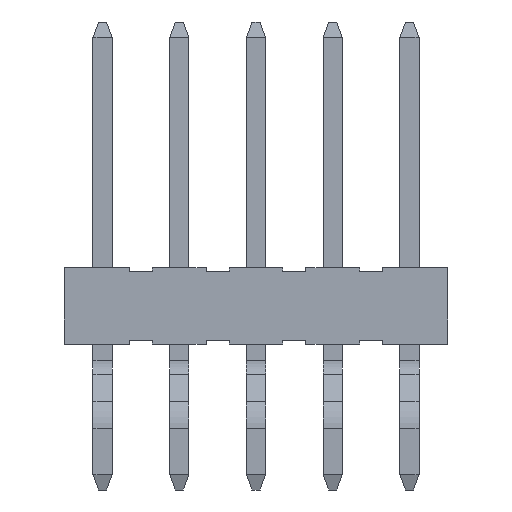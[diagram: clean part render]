
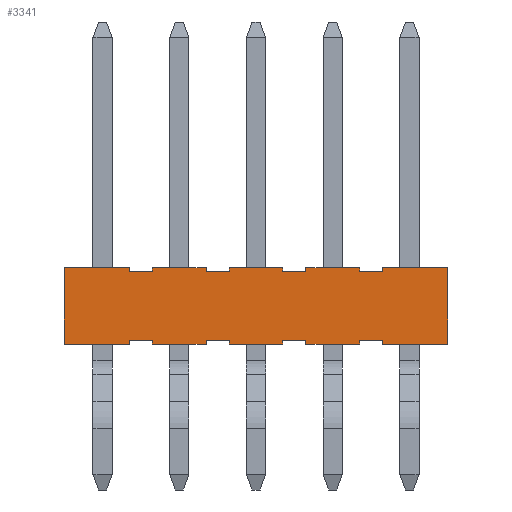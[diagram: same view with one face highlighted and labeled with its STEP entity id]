
A CAD part, front view. The second image highlights one B-rep face of the part: STEP entity #3341.
In plain terms, the highlighted planar face has unit normal (0, -1, 0).
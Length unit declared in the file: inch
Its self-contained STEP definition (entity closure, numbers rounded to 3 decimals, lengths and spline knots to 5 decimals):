
#707=ORIENTED_EDGE('',*,*,#1351,.F.);
#708=ORIENTED_EDGE('',*,*,#1352,.F.);
#709=ORIENTED_EDGE('',*,*,#1353,.F.);
#710=ORIENTED_EDGE('',*,*,#1354,.F.);
#711=ORIENTED_EDGE('',*,*,#1355,.F.);
#712=ORIENTED_EDGE('',*,*,#1356,.F.);
#713=ORIENTED_EDGE('',*,*,#1357,.F.);
#714=ORIENTED_EDGE('',*,*,#1358,.F.);
#715=ORIENTED_EDGE('',*,*,#1359,.F.);
#716=ORIENTED_EDGE('',*,*,#1360,.F.);
#717=ORIENTED_EDGE('',*,*,#1361,.F.);
#718=ORIENTED_EDGE('',*,*,#1362,.F.);
#719=ORIENTED_EDGE('',*,*,#1363,.F.);
#720=ORIENTED_EDGE('',*,*,#1364,.F.);
#721=ORIENTED_EDGE('',*,*,#1365,.F.);
#722=ORIENTED_EDGE('',*,*,#1366,.F.);
#723=ORIENTED_EDGE('',*,*,#1367,.T.);
#724=ORIENTED_EDGE('',*,*,#1368,.T.);
#725=ORIENTED_EDGE('',*,*,#1369,.F.);
#726=ORIENTED_EDGE('',*,*,#1370,.F.);
#727=ORIENTED_EDGE('',*,*,#1371,.F.);
#728=ORIENTED_EDGE('',*,*,#1372,.T.);
#729=ORIENTED_EDGE('',*,*,#1373,.F.);
#730=ORIENTED_EDGE('',*,*,#1374,.F.);
#731=ORIENTED_EDGE('',*,*,#1375,.F.);
#732=ORIENTED_EDGE('',*,*,#1376,.T.);
#733=ORIENTED_EDGE('',*,*,#1377,.F.);
#734=ORIENTED_EDGE('',*,*,#1378,.F.);
#735=ORIENTED_EDGE('',*,*,#1379,.F.);
#736=ORIENTED_EDGE('',*,*,#1380,.T.);
#737=ORIENTED_EDGE('',*,*,#1381,.F.);
#738=ORIENTED_EDGE('',*,*,#1382,.F.);
#739=ORIENTED_EDGE('',*,*,#1383,.F.);
#740=ORIENTED_EDGE('',*,*,#1384,.T.);
#741=ORIENTED_EDGE('',*,*,#1385,.F.);
#742=ORIENTED_EDGE('',*,*,#1386,.F.);
#1351=EDGE_CURVE('',#1711,#1712,#2091,.T.);
#1352=EDGE_CURVE('',#1713,#1711,#2092,.T.);
#1353=EDGE_CURVE('',#1714,#1713,#2093,.T.);
#1354=EDGE_CURVE('',#1715,#1714,#2094,.T.);
#1355=EDGE_CURVE('',#1716,#1715,#2095,.T.);
#1356=EDGE_CURVE('',#1717,#1716,#2096,.T.);
#1357=EDGE_CURVE('',#1718,#1717,#2097,.T.);
#1358=EDGE_CURVE('',#1719,#1718,#2098,.T.);
#1359=EDGE_CURVE('',#1720,#1719,#2099,.T.);
#1360=EDGE_CURVE('',#1721,#1720,#2100,.T.);
#1361=EDGE_CURVE('',#1722,#1721,#2101,.T.);
#1362=EDGE_CURVE('',#1723,#1722,#2102,.T.);
#1363=EDGE_CURVE('',#1724,#1723,#2103,.T.);
#1364=EDGE_CURVE('',#1725,#1724,#2104,.T.);
#1365=EDGE_CURVE('',#1726,#1725,#2105,.T.);
#1366=EDGE_CURVE('',#1727,#1726,#2106,.T.);
#1367=EDGE_CURVE('',#1727,#1728,#2107,.T.);
#1368=EDGE_CURVE('',#1728,#1729,#2108,.T.);
#1369=EDGE_CURVE('',#1730,#1729,#2109,.T.);
#1370=EDGE_CURVE('',#1731,#1730,#2110,.T.);
#1371=EDGE_CURVE('',#1732,#1731,#2111,.T.);
#1372=EDGE_CURVE('',#1732,#1733,#2112,.T.);
#1373=EDGE_CURVE('',#1734,#1733,#2113,.T.);
#1374=EDGE_CURVE('',#1735,#1734,#2114,.T.);
#1375=EDGE_CURVE('',#1736,#1735,#2115,.T.);
#1376=EDGE_CURVE('',#1736,#1737,#2116,.T.);
#1377=EDGE_CURVE('',#1738,#1737,#2117,.T.);
#1378=EDGE_CURVE('',#1739,#1738,#2118,.T.);
#1379=EDGE_CURVE('',#1740,#1739,#2119,.T.);
#1380=EDGE_CURVE('',#1740,#1741,#2120,.T.);
#1381=EDGE_CURVE('',#1742,#1741,#2121,.T.);
#1382=EDGE_CURVE('',#1743,#1742,#2122,.T.);
#1383=EDGE_CURVE('',#1744,#1743,#2123,.T.);
#1384=EDGE_CURVE('',#1744,#1745,#2124,.T.);
#1385=EDGE_CURVE('',#1746,#1745,#2125,.T.);
#1386=EDGE_CURVE('',#1712,#1746,#2126,.T.);
#1711=VERTEX_POINT('',#5139);
#1712=VERTEX_POINT('',#5140);
#1713=VERTEX_POINT('',#5142);
#1714=VERTEX_POINT('',#5144);
#1715=VERTEX_POINT('',#5146);
#1716=VERTEX_POINT('',#5148);
#1717=VERTEX_POINT('',#5150);
#1718=VERTEX_POINT('',#5152);
#1719=VERTEX_POINT('',#5154);
#1720=VERTEX_POINT('',#5156);
#1721=VERTEX_POINT('',#5158);
#1722=VERTEX_POINT('',#5160);
#1723=VERTEX_POINT('',#5162);
#1724=VERTEX_POINT('',#5164);
#1725=VERTEX_POINT('',#5166);
#1726=VERTEX_POINT('',#5168);
#1727=VERTEX_POINT('',#5170);
#1728=VERTEX_POINT('',#5172);
#1729=VERTEX_POINT('',#5174);
#1730=VERTEX_POINT('',#5176);
#1731=VERTEX_POINT('',#5178);
#1732=VERTEX_POINT('',#5180);
#1733=VERTEX_POINT('',#5182);
#1734=VERTEX_POINT('',#5184);
#1735=VERTEX_POINT('',#5186);
#1736=VERTEX_POINT('',#5188);
#1737=VERTEX_POINT('',#5190);
#1738=VERTEX_POINT('',#5192);
#1739=VERTEX_POINT('',#5194);
#1740=VERTEX_POINT('',#5196);
#1741=VERTEX_POINT('',#5198);
#1742=VERTEX_POINT('',#5200);
#1743=VERTEX_POINT('',#5202);
#1744=VERTEX_POINT('',#5204);
#1745=VERTEX_POINT('',#5206);
#1746=VERTEX_POINT('',#5208);
#2091=LINE('',#5138,#2527);
#2092=LINE('',#5141,#2528);
#2093=LINE('',#5143,#2529);
#2094=LINE('',#5145,#2530);
#2095=LINE('',#5147,#2531);
#2096=LINE('',#5149,#2532);
#2097=LINE('',#5151,#2533);
#2098=LINE('',#5153,#2534);
#2099=LINE('',#5155,#2535);
#2100=LINE('',#5157,#2536);
#2101=LINE('',#5159,#2537);
#2102=LINE('',#5161,#2538);
#2103=LINE('',#5163,#2539);
#2104=LINE('',#5165,#2540);
#2105=LINE('',#5167,#2541);
#2106=LINE('',#5169,#2542);
#2107=LINE('',#5171,#2543);
#2108=LINE('',#5173,#2544);
#2109=LINE('',#5175,#2545);
#2110=LINE('',#5177,#2546);
#2111=LINE('',#5179,#2547);
#2112=LINE('',#5181,#2548);
#2113=LINE('',#5183,#2549);
#2114=LINE('',#5185,#2550);
#2115=LINE('',#5187,#2551);
#2116=LINE('',#5189,#2552);
#2117=LINE('',#5191,#2553);
#2118=LINE('',#5193,#2554);
#2119=LINE('',#5195,#2555);
#2120=LINE('',#5197,#2556);
#2121=LINE('',#5199,#2557);
#2122=LINE('',#5201,#2558);
#2123=LINE('',#5203,#2559);
#2124=LINE('',#5205,#2560);
#2125=LINE('',#5207,#2561);
#2126=LINE('',#5209,#2562);
#2527=VECTOR('',#4233,39.37008);
#2528=VECTOR('',#4234,39.37008);
#2529=VECTOR('',#4235,39.37008);
#2530=VECTOR('',#4236,39.37008);
#2531=VECTOR('',#4237,39.37008);
#2532=VECTOR('',#4238,39.37008);
#2533=VECTOR('',#4239,39.37008);
#2534=VECTOR('',#4240,39.37008);
#2535=VECTOR('',#4241,39.37008);
#2536=VECTOR('',#4242,39.37008);
#2537=VECTOR('',#4243,39.37008);
#2538=VECTOR('',#4244,39.37008);
#2539=VECTOR('',#4245,39.37008);
#2540=VECTOR('',#4246,39.37008);
#2541=VECTOR('',#4247,39.37008);
#2542=VECTOR('',#4248,39.37008);
#2543=VECTOR('',#4249,39.37008);
#2544=VECTOR('',#4250,39.37008);
#2545=VECTOR('',#4251,39.37008);
#2546=VECTOR('',#4252,39.37008);
#2547=VECTOR('',#4253,39.37008);
#2548=VECTOR('',#4254,39.37008);
#2549=VECTOR('',#4255,39.37008);
#2550=VECTOR('',#4256,39.37008);
#2551=VECTOR('',#4257,39.37008);
#2552=VECTOR('',#4258,39.37008);
#2553=VECTOR('',#4259,39.37008);
#2554=VECTOR('',#4260,39.37008);
#2555=VECTOR('',#4261,39.37008);
#2556=VECTOR('',#4262,39.37008);
#2557=VECTOR('',#4263,39.37008);
#2558=VECTOR('',#4264,39.37008);
#2559=VECTOR('',#4265,39.37008);
#2560=VECTOR('',#4266,39.37008);
#2561=VECTOR('',#4267,39.37008);
#2562=VECTOR('',#4268,39.37008);
#2813=EDGE_LOOP('',(#707,#708,#709,#710,#711,#712,#713,#714,#715,#716,#717,
#718,#719,#720,#721,#722,#723,#724,#725,#726,#727,#728,#729,#730,#731,#732,
#733,#734,#735,#736,#737,#738,#739,#740,#741,#742));
#2999=FACE_BOUND('',#2813,.T.);
#3165=PLANE('',#3584);
#3341=ADVANCED_FACE('',(#2999),#3165,.F.);
#3584=AXIS2_PLACEMENT_3D('',#5137,#4231,#4232);
#4231=DIRECTION('',(0.,1.,0.));
#4232=DIRECTION('',(0.,0.,1.));
#4233=DIRECTION('',(0.,0.,1.));
#4234=DIRECTION('',(1.,0.,0.));
#4235=DIRECTION('',(0.,0.,-1.));
#4236=DIRECTION('',(1.,0.,0.));
#4237=DIRECTION('',(0.,0.,1.));
#4238=DIRECTION('',(1.,0.,0.));
#4239=DIRECTION('',(0.,0.,-1.));
#4240=DIRECTION('',(1.,0.,0.));
#4241=DIRECTION('',(0.,0.,1.));
#4242=DIRECTION('',(1.,0.,0.));
#4243=DIRECTION('',(0.,0.,-1.));
#4244=DIRECTION('',(1.,0.,0.));
#4245=DIRECTION('',(0.,0.,1.));
#4246=DIRECTION('',(1.,0.,0.));
#4247=DIRECTION('',(0.,0.,-1.));
#4248=DIRECTION('',(1.,0.,0.));
#4249=DIRECTION('',(0.,0.,-1.));
#4250=DIRECTION('',(1.,0.,0.));
#4251=DIRECTION('',(0.,0.,-1.));
#4252=DIRECTION('',(-1.,0.,0.));
#4253=DIRECTION('',(0.,0.,1.));
#4254=DIRECTION('',(1.,0.,0.));
#4255=DIRECTION('',(0.,0.,-1.));
#4256=DIRECTION('',(-1.,0.,0.));
#4257=DIRECTION('',(0.,0.,1.));
#4258=DIRECTION('',(1.,0.,0.));
#4259=DIRECTION('',(0.,0.,-1.));
#4260=DIRECTION('',(-1.,0.,0.));
#4261=DIRECTION('',(0.,0.,1.));
#4262=DIRECTION('',(1.,0.,0.));
#4263=DIRECTION('',(0.,0.,-1.));
#4264=DIRECTION('',(-1.,0.,0.));
#4265=DIRECTION('',(0.,0.,1.));
#4266=DIRECTION('',(1.,0.,0.));
#4267=DIRECTION('',(0.,0.,-1.));
#4268=DIRECTION('',(1.,0.,0.));
#5137=CARTESIAN_POINT('',(-0.25,-0.06,0.05));
#5138=CARTESIAN_POINT('',(0.165,-0.06,0.05));
#5139=CARTESIAN_POINT('',(0.165,-0.06,0.045));
#5140=CARTESIAN_POINT('',(0.165,-0.06,0.05));
#5141=CARTESIAN_POINT('',(-0.25,-0.06,0.045));
#5142=CARTESIAN_POINT('',(0.135,-0.06,0.045));
#5143=CARTESIAN_POINT('',(0.135,-0.06,0.05));
#5144=CARTESIAN_POINT('',(0.135,-0.06,0.05));
#5145=CARTESIAN_POINT('',(-0.25,-0.06,0.05));
#5146=CARTESIAN_POINT('',(0.065,-0.06,0.05));
#5147=CARTESIAN_POINT('',(0.065,-0.06,0.05));
#5148=CARTESIAN_POINT('',(0.065,-0.06,0.045));
#5149=CARTESIAN_POINT('',(-0.25,-0.06,0.045));
#5150=CARTESIAN_POINT('',(0.035,-0.06,0.045));
#5151=CARTESIAN_POINT('',(0.035,-0.06,0.05));
#5152=CARTESIAN_POINT('',(0.035,-0.06,0.05));
#5153=CARTESIAN_POINT('',(-0.25,-0.06,0.05));
#5154=CARTESIAN_POINT('',(-0.035,-0.06,0.05));
#5155=CARTESIAN_POINT('',(-0.035,-0.06,0.05));
#5156=CARTESIAN_POINT('',(-0.035,-0.06,0.045));
#5157=CARTESIAN_POINT('',(-0.25,-0.06,0.045));
#5158=CARTESIAN_POINT('',(-0.065,-0.06,0.045));
#5159=CARTESIAN_POINT('',(-0.065,-0.06,0.05));
#5160=CARTESIAN_POINT('',(-0.065,-0.06,0.05));
#5161=CARTESIAN_POINT('',(-0.25,-0.06,0.05));
#5162=CARTESIAN_POINT('',(-0.135,-0.06,0.05));
#5163=CARTESIAN_POINT('',(-0.135,-0.06,0.05));
#5164=CARTESIAN_POINT('',(-0.135,-0.06,0.045));
#5165=CARTESIAN_POINT('',(-0.25,-0.06,0.045));
#5166=CARTESIAN_POINT('',(-0.165,-0.06,0.045));
#5167=CARTESIAN_POINT('',(-0.165,-0.06,0.05));
#5168=CARTESIAN_POINT('',(-0.165,-0.06,0.05));
#5169=CARTESIAN_POINT('',(-0.25,-0.06,0.05));
#5170=CARTESIAN_POINT('',(-0.25,-0.06,0.05));
#5171=CARTESIAN_POINT('',(-0.25,-0.06,0.05));
#5172=CARTESIAN_POINT('',(-0.25,-0.06,-0.05));
#5173=CARTESIAN_POINT('',(-0.25,-0.06,-0.05));
#5174=CARTESIAN_POINT('',(-0.165,-0.06,-0.05));
#5175=CARTESIAN_POINT('',(-0.165,-0.06,0.05));
#5176=CARTESIAN_POINT('',(-0.165,-0.06,-0.045));
#5177=CARTESIAN_POINT('',(-0.25,-0.06,-0.045));
#5178=CARTESIAN_POINT('',(-0.135,-0.06,-0.045));
#5179=CARTESIAN_POINT('',(-0.135,-0.06,0.05));
#5180=CARTESIAN_POINT('',(-0.135,-0.06,-0.05));
#5181=CARTESIAN_POINT('',(-0.25,-0.06,-0.05));
#5182=CARTESIAN_POINT('',(-0.065,-0.06,-0.05));
#5183=CARTESIAN_POINT('',(-0.065,-0.06,0.05));
#5184=CARTESIAN_POINT('',(-0.065,-0.06,-0.045));
#5185=CARTESIAN_POINT('',(-0.25,-0.06,-0.045));
#5186=CARTESIAN_POINT('',(-0.035,-0.06,-0.045));
#5187=CARTESIAN_POINT('',(-0.035,-0.06,0.05));
#5188=CARTESIAN_POINT('',(-0.035,-0.06,-0.05));
#5189=CARTESIAN_POINT('',(-0.25,-0.06,-0.05));
#5190=CARTESIAN_POINT('',(0.035,-0.06,-0.05));
#5191=CARTESIAN_POINT('',(0.035,-0.06,0.05));
#5192=CARTESIAN_POINT('',(0.035,-0.06,-0.045));
#5193=CARTESIAN_POINT('',(-0.25,-0.06,-0.045));
#5194=CARTESIAN_POINT('',(0.065,-0.06,-0.045));
#5195=CARTESIAN_POINT('',(0.065,-0.06,0.05));
#5196=CARTESIAN_POINT('',(0.065,-0.06,-0.05));
#5197=CARTESIAN_POINT('',(-0.25,-0.06,-0.05));
#5198=CARTESIAN_POINT('',(0.135,-0.06,-0.05));
#5199=CARTESIAN_POINT('',(0.135,-0.06,0.05));
#5200=CARTESIAN_POINT('',(0.135,-0.06,-0.045));
#5201=CARTESIAN_POINT('',(-0.25,-0.06,-0.045));
#5202=CARTESIAN_POINT('',(0.165,-0.06,-0.045));
#5203=CARTESIAN_POINT('',(0.165,-0.06,0.05));
#5204=CARTESIAN_POINT('',(0.165,-0.06,-0.05));
#5205=CARTESIAN_POINT('',(-0.25,-0.06,-0.05));
#5206=CARTESIAN_POINT('',(0.25,-0.06,-0.05));
#5207=CARTESIAN_POINT('',(0.25,-0.06,0.05));
#5208=CARTESIAN_POINT('',(0.25,-0.06,0.05));
#5209=CARTESIAN_POINT('',(-0.25,-0.06,0.05));
